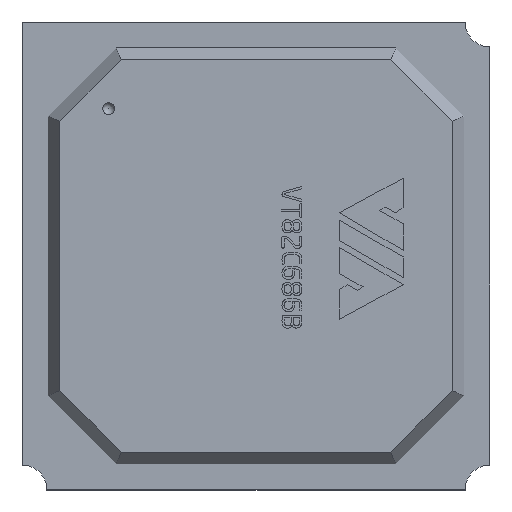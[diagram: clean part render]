
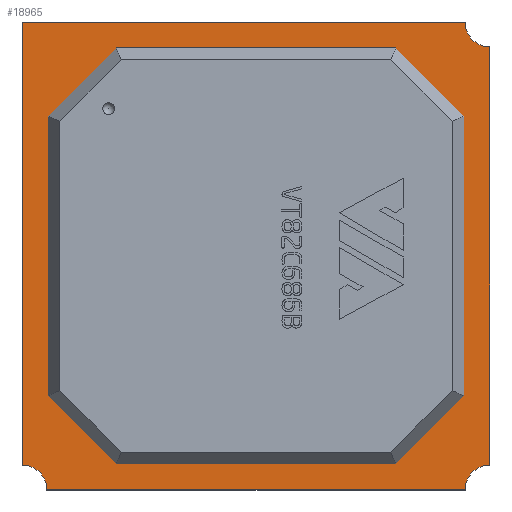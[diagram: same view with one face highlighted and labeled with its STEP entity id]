
A CAD part, top view. The second image highlights one B-rep face of the part: STEP entity #18965.
In plain terms, the highlighted planar face has unit normal (0, 0, 1).
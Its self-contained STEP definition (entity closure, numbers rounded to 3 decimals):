
#4590 = VERTEX_POINT('',#4591);
#4591 = CARTESIAN_POINT('',(27.,-25.56,0.32));
#4598 = CYLINDRICAL_SURFACE('',#4599,1.44);
#4599 = AXIS2_PLACEMENT_3D('',#4600,#4601,#4602);
#4600 = CARTESIAN_POINT('',(27.,-27.,0.));
#4601 = DIRECTION('',(0.,0.,-1.));
#4602 = DIRECTION('',(1.,0.,0.));
#4610 = PLANE('',#4611);
#4611 = AXIS2_PLACEMENT_3D('',#4612,#4613,#4614);
#4612 = CARTESIAN_POINT('',(27.,-25.56,0.));
#4613 = DIRECTION('',(-1.,0.,0.));
#4614 = DIRECTION('',(0.,1.,0.));
#4622 = EDGE_CURVE('',#4590,#4623,#4625,.T.);
#4623 = VERTEX_POINT('',#4624);
#4624 = CARTESIAN_POINT('',(25.56,-27.,0.32));
#4625 = SURFACE_CURVE('',#4626,(#4631,#4638),.PCURVE_S1.);
#4626 = CIRCLE('',#4627,1.44);
#4627 = AXIS2_PLACEMENT_3D('',#4628,#4629,#4630);
#4628 = CARTESIAN_POINT('',(27.,-27.,0.32));
#4629 = DIRECTION('',(0.,0.,1.));
#4630 = DIRECTION('',(1.,0.,0.));
#4631 = PCURVE('',#4598,#4632);
#4632 = DEFINITIONAL_REPRESENTATION('',(#4633),#4637);
#4633 = LINE('',#4634,#4635);
#4634 = CARTESIAN_POINT('',(-0.,-0.32));
#4635 = VECTOR('',#4636,1.);
#4636 = DIRECTION('',(-1.,0.));
#4637 = ( GEOMETRIC_REPRESENTATION_CONTEXT(2) 
PARAMETRIC_REPRESENTATION_CONTEXT() REPRESENTATION_CONTEXT('2D SPACE',''
  ) );
#4638 = PCURVE('',#4639,#4644);
#4639 = PLANE('',#4640);
#4640 = AXIS2_PLACEMENT_3D('',#4641,#4642,#4643);
#4641 = CARTESIAN_POINT('',(13.409,-13.409,0.32));
#4642 = DIRECTION('',(0.,0.,1.));
#4643 = DIRECTION('',(1.,0.,0.));
#4644 = DEFINITIONAL_REPRESENTATION('',(#4645),#4649);
#4645 = CIRCLE('',#4646,1.44);
#4646 = AXIS2_PLACEMENT_2D('',#4647,#4648);
#4647 = CARTESIAN_POINT('',(13.591,-13.591));
#4648 = DIRECTION('',(1.,0.));
#4649 = ( GEOMETRIC_REPRESENTATION_CONTEXT(2) 
PARAMETRIC_REPRESENTATION_CONTEXT() REPRESENTATION_CONTEXT('2D SPACE',''
  ) );
#4667 = PLANE('',#4668);
#4668 = AXIS2_PLACEMENT_3D('',#4669,#4670,#4671);
#4669 = CARTESIAN_POINT('',(25.56,-27.,0.));
#4670 = DIRECTION('',(0.,-1.,0.));
#4671 = DIRECTION('',(-1.,0.,0.));
#4710 = EDGE_CURVE('',#4590,#4711,#4713,.T.);
#4711 = VERTEX_POINT('',#4712);
#4712 = CARTESIAN_POINT('',(27.,-1.44,0.32));
#4713 = SURFACE_CURVE('',#4714,(#4718,#4725),.PCURVE_S1.);
#4714 = LINE('',#4715,#4716);
#4715 = CARTESIAN_POINT('',(27.,-25.56,0.32));
#4716 = VECTOR('',#4717,1.);
#4717 = DIRECTION('',(0.,1.,0.));
#4718 = PCURVE('',#4610,#4719);
#4719 = DEFINITIONAL_REPRESENTATION('',(#4720),#4724);
#4720 = LINE('',#4721,#4722);
#4721 = CARTESIAN_POINT('',(0.,-0.32));
#4722 = VECTOR('',#4723,1.);
#4723 = DIRECTION('',(1.,0.));
#4724 = ( GEOMETRIC_REPRESENTATION_CONTEXT(2) 
PARAMETRIC_REPRESENTATION_CONTEXT() REPRESENTATION_CONTEXT('2D SPACE',''
  ) );
#4725 = PCURVE('',#4639,#4726);
#4726 = DEFINITIONAL_REPRESENTATION('',(#4727),#4731);
#4727 = LINE('',#4728,#4729);
#4728 = CARTESIAN_POINT('',(13.591,-12.151));
#4729 = VECTOR('',#4730,1.);
#4730 = DIRECTION('',(0.,1.));
#4731 = ( GEOMETRIC_REPRESENTATION_CONTEXT(2) 
PARAMETRIC_REPRESENTATION_CONTEXT() REPRESENTATION_CONTEXT('2D SPACE',''
  ) );
#4749 = CYLINDRICAL_SURFACE('',#4750,1.44);
#4750 = AXIS2_PLACEMENT_3D('',#4751,#4752,#4753);
#4751 = CARTESIAN_POINT('',(27.,0.,0.));
#4752 = DIRECTION('',(0.,0.,-1.));
#4753 = DIRECTION('',(1.,0.,0.));
#4786 = EDGE_CURVE('',#4623,#4787,#4789,.T.);
#4787 = VERTEX_POINT('',#4788);
#4788 = CARTESIAN_POINT('',(1.44,-27.,0.32));
#4789 = SURFACE_CURVE('',#4790,(#4794,#4801),.PCURVE_S1.);
#4790 = LINE('',#4791,#4792);
#4791 = CARTESIAN_POINT('',(25.56,-27.,0.32));
#4792 = VECTOR('',#4793,1.);
#4793 = DIRECTION('',(-1.,0.,0.));
#4794 = PCURVE('',#4667,#4795);
#4795 = DEFINITIONAL_REPRESENTATION('',(#4796),#4800);
#4796 = LINE('',#4797,#4798);
#4797 = CARTESIAN_POINT('',(0.,-0.32));
#4798 = VECTOR('',#4799,1.);
#4799 = DIRECTION('',(1.,0.));
#4800 = ( GEOMETRIC_REPRESENTATION_CONTEXT(2) 
PARAMETRIC_REPRESENTATION_CONTEXT() REPRESENTATION_CONTEXT('2D SPACE',''
  ) );
#4801 = PCURVE('',#4639,#4802);
#4802 = DEFINITIONAL_REPRESENTATION('',(#4803),#4807);
#4803 = LINE('',#4804,#4805);
#4804 = CARTESIAN_POINT('',(12.151,-13.591));
#4805 = VECTOR('',#4806,1.);
#4806 = DIRECTION('',(-1.,0.));
#4807 = ( GEOMETRIC_REPRESENTATION_CONTEXT(2) 
PARAMETRIC_REPRESENTATION_CONTEXT() REPRESENTATION_CONTEXT('2D SPACE',''
  ) );
#4825 = CYLINDRICAL_SURFACE('',#4826,1.44);
#4826 = AXIS2_PLACEMENT_3D('',#4827,#4828,#4829);
#4827 = CARTESIAN_POINT('',(0.,-27.,0.));
#4828 = DIRECTION('',(0.,0.,-1.));
#4829 = DIRECTION('',(1.,0.,0.));
#4903 = PLANE('',#4904);
#4904 = AXIS2_PLACEMENT_3D('',#4905,#4906,#4907);
#4905 = CARTESIAN_POINT('',(0.,0.,0.));
#4906 = DIRECTION('',(0.,1.,0.));
#4907 = DIRECTION('',(1.,0.,0.));
#4931 = PLANE('',#4932);
#4932 = AXIS2_PLACEMENT_3D('',#4933,#4934,#4935);
#4933 = CARTESIAN_POINT('',(0.,-25.56,0.));
#4934 = DIRECTION('',(-1.,0.,0.));
#4935 = DIRECTION('',(0.,1.,0.));
#18965 = ADVANCED_FACE('',(#18966),#4639,.T.);
#18966 = FACE_BOUND('',#18967,.F.);
#18967 = EDGE_LOOP('',(#18968,#18969,#18970,#18994,#19017,#19040,#19062)
  );
#18968 = ORIENTED_EDGE('',*,*,#4622,.T.);
#18969 = ORIENTED_EDGE('',*,*,#4786,.T.);
#18970 = ORIENTED_EDGE('',*,*,#18971,.T.);
#18971 = EDGE_CURVE('',#4787,#18972,#18974,.T.);
#18972 = VERTEX_POINT('',#18973);
#18973 = CARTESIAN_POINT('',(0.,-25.56,0.32));
#18974 = SURFACE_CURVE('',#18975,(#18980,#18987),.PCURVE_S1.);
#18975 = CIRCLE('',#18976,1.44);
#18976 = AXIS2_PLACEMENT_3D('',#18977,#18978,#18979);
#18977 = CARTESIAN_POINT('',(0.,-27.,0.32));
#18978 = DIRECTION('',(0.,0.,1.));
#18979 = DIRECTION('',(1.,0.,0.));
#18980 = PCURVE('',#4639,#18981);
#18981 = DEFINITIONAL_REPRESENTATION('',(#18982),#18986);
#18982 = CIRCLE('',#18983,1.44);
#18983 = AXIS2_PLACEMENT_2D('',#18984,#18985);
#18984 = CARTESIAN_POINT('',(-13.409,-13.591));
#18985 = DIRECTION('',(1.,0.));
#18986 = ( GEOMETRIC_REPRESENTATION_CONTEXT(2) 
PARAMETRIC_REPRESENTATION_CONTEXT() REPRESENTATION_CONTEXT('2D SPACE',''
  ) );
#18987 = PCURVE('',#4825,#18988);
#18988 = DEFINITIONAL_REPRESENTATION('',(#18989),#18993);
#18989 = LINE('',#18990,#18991);
#18990 = CARTESIAN_POINT('',(-0.,-0.32));
#18991 = VECTOR('',#18992,1.);
#18992 = DIRECTION('',(-1.,0.));
#18993 = ( GEOMETRIC_REPRESENTATION_CONTEXT(2) 
PARAMETRIC_REPRESENTATION_CONTEXT() REPRESENTATION_CONTEXT('2D SPACE',''
  ) );
#18994 = ORIENTED_EDGE('',*,*,#18995,.T.);
#18995 = EDGE_CURVE('',#18972,#18996,#18998,.T.);
#18996 = VERTEX_POINT('',#18997);
#18997 = CARTESIAN_POINT('',(0.,0.,0.32));
#18998 = SURFACE_CURVE('',#18999,(#19003,#19010),.PCURVE_S1.);
#18999 = LINE('',#19000,#19001);
#19000 = CARTESIAN_POINT('',(0.,-25.56,0.32));
#19001 = VECTOR('',#19002,1.);
#19002 = DIRECTION('',(0.,1.,0.));
#19003 = PCURVE('',#4639,#19004);
#19004 = DEFINITIONAL_REPRESENTATION('',(#19005),#19009);
#19005 = LINE('',#19006,#19007);
#19006 = CARTESIAN_POINT('',(-13.409,-12.151));
#19007 = VECTOR('',#19008,1.);
#19008 = DIRECTION('',(0.,1.));
#19009 = ( GEOMETRIC_REPRESENTATION_CONTEXT(2) 
PARAMETRIC_REPRESENTATION_CONTEXT() REPRESENTATION_CONTEXT('2D SPACE',''
  ) );
#19010 = PCURVE('',#4931,#19011);
#19011 = DEFINITIONAL_REPRESENTATION('',(#19012),#19016);
#19012 = LINE('',#19013,#19014);
#19013 = CARTESIAN_POINT('',(0.,-0.32));
#19014 = VECTOR('',#19015,1.);
#19015 = DIRECTION('',(1.,0.));
#19016 = ( GEOMETRIC_REPRESENTATION_CONTEXT(2) 
PARAMETRIC_REPRESENTATION_CONTEXT() REPRESENTATION_CONTEXT('2D SPACE',''
  ) );
#19017 = ORIENTED_EDGE('',*,*,#19018,.T.);
#19018 = EDGE_CURVE('',#18996,#19019,#19021,.T.);
#19019 = VERTEX_POINT('',#19020);
#19020 = CARTESIAN_POINT('',(25.56,0.,0.32));
#19021 = SURFACE_CURVE('',#19022,(#19026,#19033),.PCURVE_S1.);
#19022 = LINE('',#19023,#19024);
#19023 = CARTESIAN_POINT('',(0.,0.,0.32));
#19024 = VECTOR('',#19025,1.);
#19025 = DIRECTION('',(1.,0.,0.));
#19026 = PCURVE('',#4639,#19027);
#19027 = DEFINITIONAL_REPRESENTATION('',(#19028),#19032);
#19028 = LINE('',#19029,#19030);
#19029 = CARTESIAN_POINT('',(-13.409,13.409));
#19030 = VECTOR('',#19031,1.);
#19031 = DIRECTION('',(1.,0.));
#19032 = ( GEOMETRIC_REPRESENTATION_CONTEXT(2) 
PARAMETRIC_REPRESENTATION_CONTEXT() REPRESENTATION_CONTEXT('2D SPACE',''
  ) );
#19033 = PCURVE('',#4903,#19034);
#19034 = DEFINITIONAL_REPRESENTATION('',(#19035),#19039);
#19035 = LINE('',#19036,#19037);
#19036 = CARTESIAN_POINT('',(0.,-0.32));
#19037 = VECTOR('',#19038,1.);
#19038 = DIRECTION('',(1.,0.));
#19039 = ( GEOMETRIC_REPRESENTATION_CONTEXT(2) 
PARAMETRIC_REPRESENTATION_CONTEXT() REPRESENTATION_CONTEXT('2D SPACE',''
  ) );
#19040 = ORIENTED_EDGE('',*,*,#19041,.T.);
#19041 = EDGE_CURVE('',#19019,#4711,#19042,.T.);
#19042 = SURFACE_CURVE('',#19043,(#19048,#19055),.PCURVE_S1.);
#19043 = CIRCLE('',#19044,1.44);
#19044 = AXIS2_PLACEMENT_3D('',#19045,#19046,#19047);
#19045 = CARTESIAN_POINT('',(27.,0.,0.32));
#19046 = DIRECTION('',(0.,0.,1.));
#19047 = DIRECTION('',(1.,0.,0.));
#19048 = PCURVE('',#4639,#19049);
#19049 = DEFINITIONAL_REPRESENTATION('',(#19050),#19054);
#19050 = CIRCLE('',#19051,1.44);
#19051 = AXIS2_PLACEMENT_2D('',#19052,#19053);
#19052 = CARTESIAN_POINT('',(13.591,13.409));
#19053 = DIRECTION('',(1.,0.));
#19054 = ( GEOMETRIC_REPRESENTATION_CONTEXT(2) 
PARAMETRIC_REPRESENTATION_CONTEXT() REPRESENTATION_CONTEXT('2D SPACE',''
  ) );
#19055 = PCURVE('',#4749,#19056);
#19056 = DEFINITIONAL_REPRESENTATION('',(#19057),#19061);
#19057 = LINE('',#19058,#19059);
#19058 = CARTESIAN_POINT('',(-0.,-0.32));
#19059 = VECTOR('',#19060,1.);
#19060 = DIRECTION('',(-1.,0.));
#19061 = ( GEOMETRIC_REPRESENTATION_CONTEXT(2) 
PARAMETRIC_REPRESENTATION_CONTEXT() REPRESENTATION_CONTEXT('2D SPACE',''
  ) );
#19062 = ORIENTED_EDGE('',*,*,#4710,.F.);
